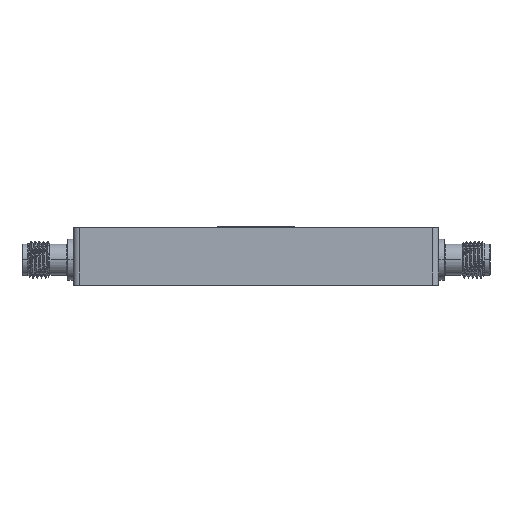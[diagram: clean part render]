
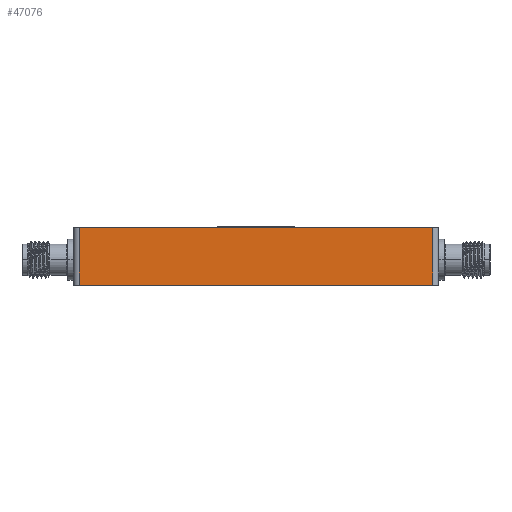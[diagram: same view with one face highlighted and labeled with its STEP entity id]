
A CAD part, left-side view. The second image highlights one B-rep face of the part: STEP entity #47076.
In plain terms, the highlighted planar face has unit normal (-1, 0, 0).
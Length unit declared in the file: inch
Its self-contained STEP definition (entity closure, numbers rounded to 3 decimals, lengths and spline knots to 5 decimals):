
#1242 = ORIENTED_EDGE ( 'NONE', *, *, #78495, .T. ) ;
#1668 = DIRECTION ( 'NONE',  ( 0., 0., 1. ) ) ;
#7134 = ORIENTED_EDGE ( 'NONE', *, *, #25503, .T. ) ;
#8958 = CARTESIAN_POINT ( 'NONE',  ( -2.12598, -1.24016, -0.19685 ) ) ;
#10051 = DIRECTION ( 'NONE',  ( 0., 1., 0. ) ) ;
#12657 = EDGE_CURVE ( 'NONE', #38284, #62779, #26919, .T. ) ;
#14445 = CARTESIAN_POINT ( 'NONE',  ( -2.12598, -1.20016, 0.19685 ) ) ;
#14584 = VECTOR ( 'NONE', #1668, 39.37008 ) ;
#19795 = AXIS2_PLACEMENT_3D ( 'NONE', #64738, #65124, #10051 ) ;
#19937 = DIRECTION ( 'NONE',  ( 0., -1., 0. ) ) ;
#23284 = VERTEX_POINT ( 'NONE', #52399 ) ;
#25503 = EDGE_CURVE ( 'NONE', #62779, #40442, #63156, .T. ) ;
#26919 = LINE ( 'NONE', #8958, #61208 ) ;
#27723 = DIRECTION ( 'NONE',  ( 0., -1., 0. ) ) ;
#29209 = PLANE ( 'NONE',  #19795 ) ;
#31980 = CARTESIAN_POINT ( 'NONE',  ( -2.12598, -1.20016, -0.19685 ) ) ;
#36739 = ORIENTED_EDGE ( 'NONE', *, *, #12657, .T. ) ;
#36741 = LINE ( 'NONE', #67847, #69522 ) ;
#38284 = VERTEX_POINT ( 'NONE', #72150 ) ;
#40442 = VERTEX_POINT ( 'NONE', #40856 ) ;
#40856 = CARTESIAN_POINT ( 'NONE',  ( -2.12598, -1.20016, 0.19685 ) ) ;
#46185 = DIRECTION ( 'NONE',  ( 0., 0., -1. ) ) ;
#47076 = ADVANCED_FACE ( 'NONE', ( #64328 ), #29209, .F. ) ;
#51778 = CARTESIAN_POINT ( 'NONE',  ( -2.12598, 1.20016, 0.19685 ) ) ;
#52399 = CARTESIAN_POINT ( 'NONE',  ( -2.12598, 1.20016, 0.19685 ) ) ;
#57413 = ORIENTED_EDGE ( 'NONE', *, *, #72910, .F. ) ;
#60249 = VECTOR ( 'NONE', #46185, 39.37008 ) ;
#61208 = VECTOR ( 'NONE', #27723, 39.37008 ) ;
#62779 = VERTEX_POINT ( 'NONE', #31980 ) ;
#63156 = LINE ( 'NONE', #14445, #14584 ) ;
#64328 = FACE_OUTER_BOUND ( 'NONE', #73937, .T. ) ;
#64738 = CARTESIAN_POINT ( 'NONE',  ( -2.12598, -1.24016, 0.19685 ) ) ;
#64962 = LINE ( 'NONE', #51778, #60249 ) ;
#65124 = DIRECTION ( 'NONE',  ( 1., 0., 0. ) ) ;
#67847 = CARTESIAN_POINT ( 'NONE',  ( -2.12598, -1.24016, 0.19685 ) ) ;
#69522 = VECTOR ( 'NONE', #19937, 39.37008 ) ;
#72150 = CARTESIAN_POINT ( 'NONE',  ( -2.12598, 1.20016, -0.19685 ) ) ;
#72910 = EDGE_CURVE ( 'NONE', #23284, #40442, #36741, .T. ) ;
#73937 = EDGE_LOOP ( 'NONE', ( #57413, #1242, #36739, #7134 ) ) ;
#78495 = EDGE_CURVE ( 'NONE', #23284, #38284, #64962, .T. ) ;
